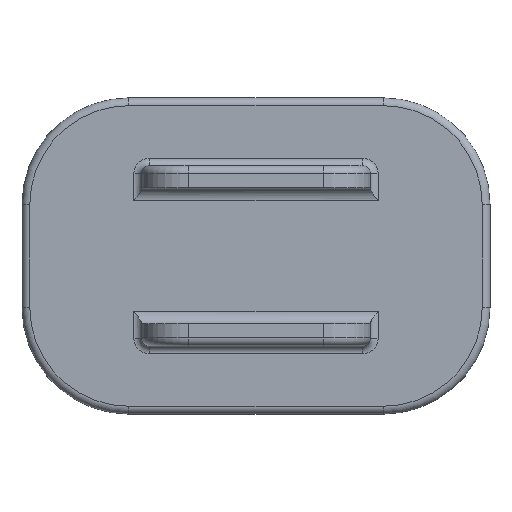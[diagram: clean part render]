
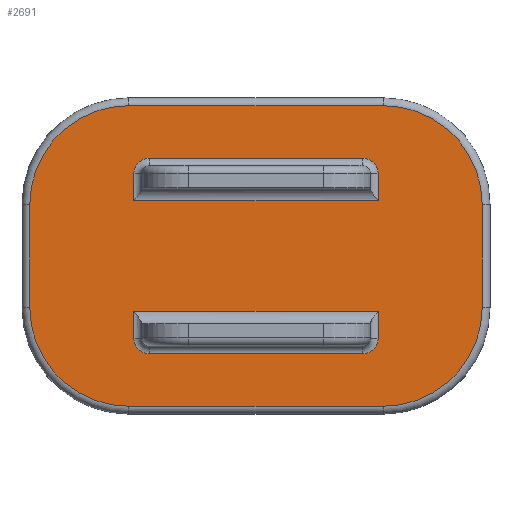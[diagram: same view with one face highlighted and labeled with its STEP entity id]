
A CAD part, top view. The second image highlights one B-rep face of the part: STEP entity #2691.
In plain terms, the highlighted planar face has unit normal (0, 0, 1).
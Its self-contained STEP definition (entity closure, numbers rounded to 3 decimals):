
#182=FACE_BOUND('',#931,.T.);
#183=FACE_BOUND('',#932,.T.);
#191=PLANE('',#2869);
#259=LINE('',#3621,#502);
#261=LINE('',#3627,#504);
#262=LINE('',#3631,#505);
#263=LINE('',#3635,#506);
#264=LINE('',#3639,#507);
#265=LINE('',#3643,#508);
#266=LINE('',#3647,#509);
#267=LINE('',#3648,#510);
#268=LINE('',#3651,#511);
#269=LINE('',#3655,#512);
#270=LINE('',#3659,#513);
#271=LINE('',#3660,#514);
#502=VECTOR('',#3046,10.);
#504=VECTOR('',#3052,10.);
#505=VECTOR('',#3055,10.);
#506=VECTOR('',#3058,10.);
#507=VECTOR('',#3061,10.);
#508=VECTOR('',#3064,10.);
#509=VECTOR('',#3067,10.);
#510=VECTOR('',#3068,10.);
#511=VECTOR('',#3069,10.);
#512=VECTOR('',#3072,10.);
#513=VECTOR('',#3075,10.);
#514=VECTOR('',#3076,10.);
#772=FACE_OUTER_BOUND('',#930,.T.);
#930=EDGE_LOOP('',(#1854,#1855,#1856,#1857,#1858,#1859,#1860,#1861));
#931=EDGE_LOOP('',(#1862,#1863,#1864,#1865,#1866,#1867));
#932=EDGE_LOOP('',(#1868,#1869,#1870,#1871,#1872,#1873));
#1097=CIRCLE('',#2864,19.);
#1100=CIRCLE('',#2870,19.);
#1101=CIRCLE('',#2871,19.);
#1102=CIRCLE('',#2872,19.);
#1103=CIRCLE('',#2873,3.);
#1104=CIRCLE('',#2874,3.);
#1105=CIRCLE('',#2875,3.);
#1106=CIRCLE('',#2876,3.);
#1155=VERTEX_POINT('',#3605);
#1158=VERTEX_POINT('',#3610);
#1161=VERTEX_POINT('',#3620);
#1163=VERTEX_POINT('',#3626);
#1164=VERTEX_POINT('',#3628);
#1165=VERTEX_POINT('',#3630);
#1166=VERTEX_POINT('',#3632);
#1167=VERTEX_POINT('',#3634);
#1168=VERTEX_POINT('',#3637);
#1169=VERTEX_POINT('',#3638);
#1170=VERTEX_POINT('',#3640);
#1171=VERTEX_POINT('',#3642);
#1172=VERTEX_POINT('',#3644);
#1173=VERTEX_POINT('',#3646);
#1174=VERTEX_POINT('',#3649);
#1175=VERTEX_POINT('',#3650);
#1176=VERTEX_POINT('',#3652);
#1177=VERTEX_POINT('',#3654);
#1178=VERTEX_POINT('',#3656);
#1179=VERTEX_POINT('',#3658);
#1428=EDGE_CURVE('',#1158,#1155,#1097,.T.);
#1432=EDGE_CURVE('',#1155,#1161,#259,.T.);
#1435=EDGE_CURVE('',#1163,#1158,#261,.T.);
#1436=EDGE_CURVE('',#1164,#1163,#1100,.T.);
#1437=EDGE_CURVE('',#1165,#1164,#262,.T.);
#1438=EDGE_CURVE('',#1166,#1165,#1101,.T.);
#1439=EDGE_CURVE('',#1167,#1166,#263,.T.);
#1440=EDGE_CURVE('',#1161,#1167,#1102,.T.);
#1441=EDGE_CURVE('',#1168,#1169,#264,.T.);
#1442=EDGE_CURVE('',#1170,#1169,#1103,.T.);
#1443=EDGE_CURVE('',#1171,#1170,#265,.T.);
#1444=EDGE_CURVE('',#1172,#1171,#1104,.T.);
#1445=EDGE_CURVE('',#1172,#1173,#266,.T.);
#1446=EDGE_CURVE('',#1168,#1173,#267,.T.);
#1447=EDGE_CURVE('',#1174,#1175,#268,.T.);
#1448=EDGE_CURVE('',#1176,#1175,#1105,.T.);
#1449=EDGE_CURVE('',#1177,#1176,#269,.T.);
#1450=EDGE_CURVE('',#1178,#1177,#1106,.T.);
#1451=EDGE_CURVE('',#1178,#1179,#270,.T.);
#1452=EDGE_CURVE('',#1174,#1179,#271,.T.);
#1854=ORIENTED_EDGE('',*,*,#1428,.F.);
#1855=ORIENTED_EDGE('',*,*,#1435,.F.);
#1856=ORIENTED_EDGE('',*,*,#1436,.F.);
#1857=ORIENTED_EDGE('',*,*,#1437,.F.);
#1858=ORIENTED_EDGE('',*,*,#1438,.F.);
#1859=ORIENTED_EDGE('',*,*,#1439,.F.);
#1860=ORIENTED_EDGE('',*,*,#1440,.F.);
#1861=ORIENTED_EDGE('',*,*,#1432,.F.);
#1862=ORIENTED_EDGE('',*,*,#1441,.T.);
#1863=ORIENTED_EDGE('',*,*,#1442,.F.);
#1864=ORIENTED_EDGE('',*,*,#1443,.F.);
#1865=ORIENTED_EDGE('',*,*,#1444,.F.);
#1866=ORIENTED_EDGE('',*,*,#1445,.T.);
#1867=ORIENTED_EDGE('',*,*,#1446,.F.);
#1868=ORIENTED_EDGE('',*,*,#1447,.T.);
#1869=ORIENTED_EDGE('',*,*,#1448,.F.);
#1870=ORIENTED_EDGE('',*,*,#1449,.F.);
#1871=ORIENTED_EDGE('',*,*,#1450,.F.);
#1872=ORIENTED_EDGE('',*,*,#1451,.T.);
#1873=ORIENTED_EDGE('',*,*,#1452,.F.);
#2691=ADVANCED_FACE('',(#772,#182,#183),#191,.T.);
#2864=AXIS2_PLACEMENT_3D('',#3612,#3036,#3037);
#2869=AXIS2_PLACEMENT_3D('',#3625,#3050,#3051);
#2870=AXIS2_PLACEMENT_3D('',#3629,#3053,#3054);
#2871=AXIS2_PLACEMENT_3D('',#3633,#3056,#3057);
#2872=AXIS2_PLACEMENT_3D('',#3636,#3059,#3060);
#2873=AXIS2_PLACEMENT_3D('',#3641,#3062,#3063);
#2874=AXIS2_PLACEMENT_3D('',#3645,#3065,#3066);
#2875=AXIS2_PLACEMENT_3D('',#3653,#3070,#3071);
#2876=AXIS2_PLACEMENT_3D('',#3657,#3073,#3074);
#3036=DIRECTION('center_axis',(0.,0.,-1.));
#3037=DIRECTION('ref_axis',(-0.707,-0.707,0.));
#3046=DIRECTION('',(0.,1.,0.));
#3050=DIRECTION('center_axis',(0.,0.,1.));
#3051=DIRECTION('ref_axis',(0.,-1.,0.));
#3052=DIRECTION('',(-1.,0.,0.));
#3053=DIRECTION('center_axis',(0.,0.,-1.));
#3054=DIRECTION('ref_axis',(0.707,-0.707,0.));
#3055=DIRECTION('',(0.,-1.,0.));
#3056=DIRECTION('center_axis',(0.,0.,-1.));
#3057=DIRECTION('ref_axis',(0.707,0.707,0.));
#3058=DIRECTION('',(1.,0.,0.));
#3059=DIRECTION('center_axis',(0.,0.,-1.));
#3060=DIRECTION('ref_axis',(-0.707,0.707,0.));
#3061=DIRECTION('',(0.,1.,0.));
#3062=DIRECTION('center_axis',(0.,0.,1.));
#3063=DIRECTION('ref_axis',(-0.707,0.707,0.));
#3064=DIRECTION('',(-1.,0.,0.));
#3065=DIRECTION('center_axis',(0.,0.,1.));
#3066=DIRECTION('ref_axis',(0.707,0.707,0.));
#3067=DIRECTION('',(0.,-1.,0.));
#3068=DIRECTION('',(1.,0.,0.));
#3069=DIRECTION('',(0.,-1.,0.));
#3070=DIRECTION('center_axis',(0.,0.,1.));
#3071=DIRECTION('ref_axis',(0.707,-0.707,0.));
#3072=DIRECTION('',(1.,0.,0.));
#3073=DIRECTION('center_axis',(0.,0.,1.));
#3074=DIRECTION('ref_axis',(-0.707,-0.707,0.));
#3075=DIRECTION('',(0.,1.,0.));
#3076=DIRECTION('',(-1.,0.,0.));
#3605=CARTESIAN_POINT('',(-43.5,-14.3,-15.8));
#3610=CARTESIAN_POINT('',(-24.5,-33.3,-15.8));
#3612=CARTESIAN_POINT('Origin',(-24.5,-14.3,-15.8));
#3620=CARTESIAN_POINT('',(-43.5,5.5,-15.8));
#3621=CARTESIAN_POINT('',(-43.5,10.8,-15.8));
#3625=CARTESIAN_POINT('Origin',(0.,26.,-15.8));
#3626=CARTESIAN_POINT('',(24.5,-33.3,-15.8));
#3627=CARTESIAN_POINT('',(0.,-33.3,-15.8));
#3628=CARTESIAN_POINT('',(43.5,-14.3,-15.8));
#3629=CARTESIAN_POINT('Origin',(24.5,-14.3,-15.8));
#3630=CARTESIAN_POINT('',(43.5,5.5,-15.8));
#3631=CARTESIAN_POINT('',(43.5,10.8,-15.8));
#3632=CARTESIAN_POINT('',(24.5,24.5,-15.8));
#3633=CARTESIAN_POINT('Origin',(24.5,5.5,-15.8));
#3634=CARTESIAN_POINT('',(-24.5,24.5,-15.8));
#3635=CARTESIAN_POINT('',(0.,24.5,-15.8));
#3636=CARTESIAN_POINT('Origin',(-24.5,5.5,-15.8));
#3637=CARTESIAN_POINT('',(-23.5,6.2,-15.8));
#3638=CARTESIAN_POINT('',(-23.5,11.4,-15.8));
#3639=CARTESIAN_POINT('',(-23.5,10.8,-15.8));
#3640=CARTESIAN_POINT('',(-20.5,14.4,-15.8));
#3641=CARTESIAN_POINT('Origin',(-20.5,11.4,-15.8));
#3642=CARTESIAN_POINT('',(20.5,14.4,-15.8));
#3643=CARTESIAN_POINT('',(0.,14.4,-15.8));
#3644=CARTESIAN_POINT('',(23.5,11.4,-15.8));
#3645=CARTESIAN_POINT('Origin',(20.5,11.4,-15.8));
#3646=CARTESIAN_POINT('',(23.5,6.2,-15.8));
#3647=CARTESIAN_POINT('',(23.5,10.8,-15.8));
#3648=CARTESIAN_POINT('',(0.,6.2,-15.8));
#3649=CARTESIAN_POINT('',(23.5,-15.,-15.8));
#3650=CARTESIAN_POINT('',(23.5,-20.2,-15.8));
#3651=CARTESIAN_POINT('',(23.5,10.8,-15.8));
#3652=CARTESIAN_POINT('',(20.5,-23.2,-15.8));
#3653=CARTESIAN_POINT('Origin',(20.5,-20.2,-15.8));
#3654=CARTESIAN_POINT('',(-20.5,-23.2,-15.8));
#3655=CARTESIAN_POINT('',(0.,-23.2,-15.8));
#3656=CARTESIAN_POINT('',(-23.5,-20.2,-15.8));
#3657=CARTESIAN_POINT('Origin',(-20.5,-20.2,-15.8));
#3658=CARTESIAN_POINT('',(-23.5,-15.,-15.8));
#3659=CARTESIAN_POINT('',(-23.5,10.8,-15.8));
#3660=CARTESIAN_POINT('',(0.,-15.,-15.8));
